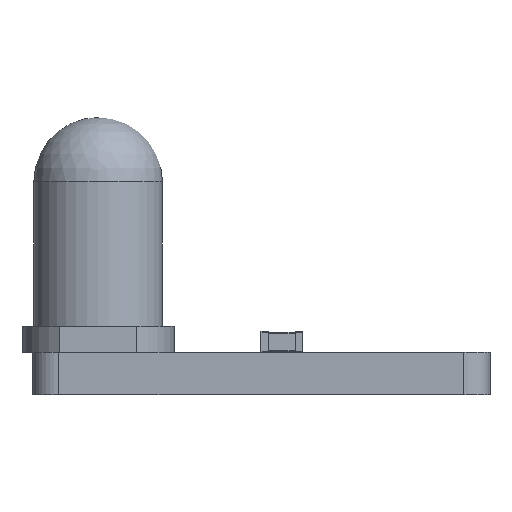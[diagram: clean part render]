
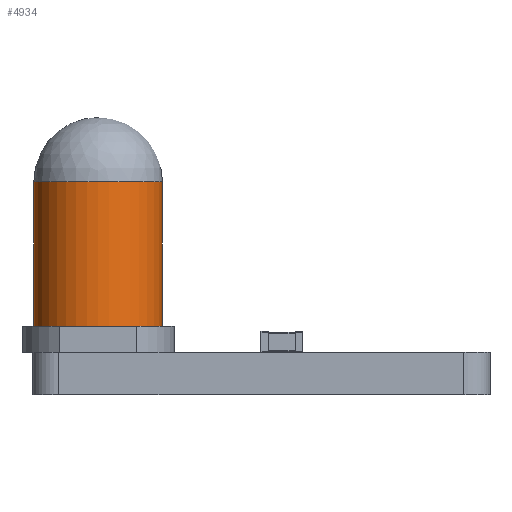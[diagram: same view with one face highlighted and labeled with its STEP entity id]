
A CAD part, left-side view. The second image highlights one B-rep face of the part: STEP entity #4934.
In plain terms, the highlighted cylindrical face has radius 2.45 mm (diameter 4.9 mm), a full revolution.
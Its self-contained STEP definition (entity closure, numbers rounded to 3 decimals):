
#4741 = EDGE_CURVE('',#4742,#4742,#4744,.T.);
#4742 = VERTEX_POINT('',#4743);
#4743 = CARTESIAN_POINT('',(-1.18,0.,1.));
#4744 = CIRCLE('',#4745,2.45);
#4745 = AXIS2_PLACEMENT_3D('',#4746,#4747,#4748);
#4746 = CARTESIAN_POINT('',(1.27,0.,1.));
#4747 = DIRECTION('',(0.,0.,-1.));
#4748 = DIRECTION('',(1.,0.,0.));
#4911 = EDGE_CURVE('',#4912,#4912,#4914,.T.);
#4912 = VERTEX_POINT('',#4913);
#4913 = CARTESIAN_POINT('',(-1.18,0.,6.5));
#4914 = CIRCLE('',#4915,2.45);
#4915 = AXIS2_PLACEMENT_3D('',#4916,#4917,#4918);
#4916 = CARTESIAN_POINT('',(1.27,0.,6.5));
#4917 = DIRECTION('',(0.,0.,-1.));
#4918 = DIRECTION('',(1.,0.,0.));
#4934 = ADVANCED_FACE('',(#4935),#4946,.T.);
#4935 = FACE_BOUND('',#4936,.T.);
#4936 = EDGE_LOOP('',(#4937,#4938,#4944,#4945));
#4937 = ORIENTED_EDGE('',*,*,#4741,.F.);
#4938 = ORIENTED_EDGE('',*,*,#4939,.T.);
#4939 = EDGE_CURVE('',#4742,#4912,#4940,.T.);
#4940 = LINE('',#4941,#4942);
#4941 = CARTESIAN_POINT('',(-1.18,0.,6.5));
#4942 = VECTOR('',#4943,1.);
#4943 = DIRECTION('',(0.,0.,1.));
#4944 = ORIENTED_EDGE('',*,*,#4911,.T.);
#4945 = ORIENTED_EDGE('',*,*,#4939,.F.);
#4946 = CYLINDRICAL_SURFACE('',#4947,2.45);
#4947 = AXIS2_PLACEMENT_3D('',#4948,#4949,#4950);
#4948 = CARTESIAN_POINT('',(1.27,0.,6.5));
#4949 = DIRECTION('',(0.,0.,-1.));
#4950 = DIRECTION('',(1.,0.,0.));
